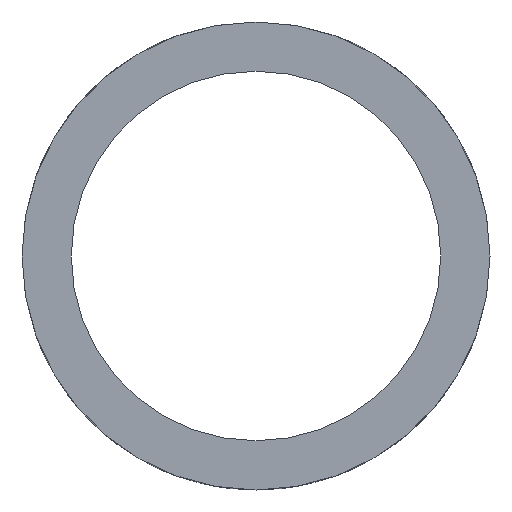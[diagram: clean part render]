
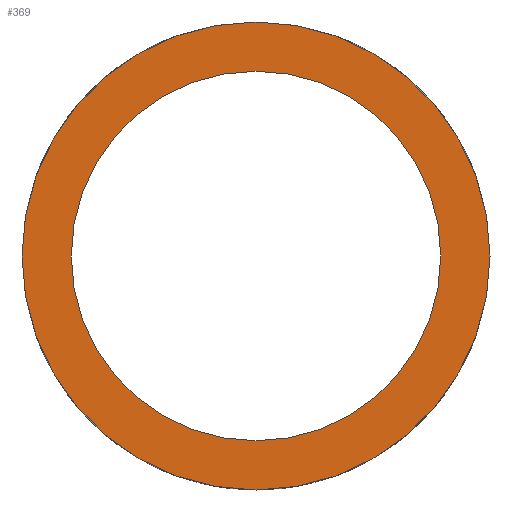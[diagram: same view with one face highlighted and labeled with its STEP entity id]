
A CAD part, front view. The second image highlights one B-rep face of the part: STEP entity #369.
In plain terms, the highlighted planar face has unit normal (0, -1, 0).
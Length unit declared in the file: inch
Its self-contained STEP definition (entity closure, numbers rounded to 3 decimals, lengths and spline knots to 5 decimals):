
#15=PLANE('',#412);
#95=FACE_BOUND('',#125,.T.);
#100=FACE_OUTER_BOUND('',#124,.T.);
#124=EDGE_LOOP('',(#310));
#125=EDGE_LOOP('',(#311));
#145=CIRCLE('',#391,0.59055);
#163=CIRCLE('',#411,0.74803);
#165=VERTEX_POINT('',#542);
#201=VERTEX_POINT('',#698);
#203=EDGE_CURVE('',#165,#165,#145,.T.);
#247=EDGE_CURVE('',#201,#201,#163,.T.);
#310=ORIENTED_EDGE('',*,*,#247,.T.);
#311=ORIENTED_EDGE('',*,*,#203,.F.);
#369=ADVANCED_FACE('',(#100,#95),#15,.F.);
#391=AXIS2_PLACEMENT_3D('',#543,#436,#437);
#411=AXIS2_PLACEMENT_3D('',#699,#492,#493);
#412=AXIS2_PLACEMENT_3D('',#700,#494,#495);
#436=DIRECTION('center_axis',(0.,-1.,0.));
#437=DIRECTION('ref_axis',(0.,0.,-1.));
#492=DIRECTION('center_axis',(0.,-1.,0.));
#493=DIRECTION('ref_axis',(0.,0.,-1.));
#494=DIRECTION('center_axis',(0.,1.,0.));
#495=DIRECTION('ref_axis',(0.,0.,1.));
#542=CARTESIAN_POINT('',(0.,0.,-0.59055));
#543=CARTESIAN_POINT('Origin',(0.,0.,0.));
#698=CARTESIAN_POINT('',(0.,0.,-0.74803));
#699=CARTESIAN_POINT('Origin',(0.,0.,0.));
#700=CARTESIAN_POINT('Origin',(-0.59055,0.,
0.));
